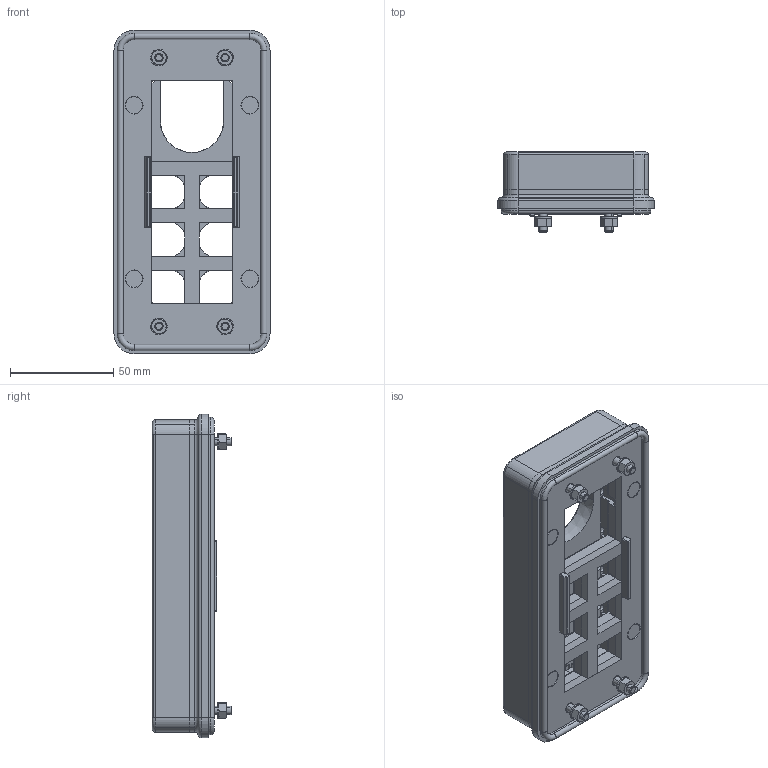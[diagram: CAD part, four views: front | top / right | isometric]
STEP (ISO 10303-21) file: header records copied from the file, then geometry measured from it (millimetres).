
FILE_DESCRIPTION (( 'STEP AP203' ), '1' );
FILE_NAME ('BPA-S-07-1-0.step', '2022-05-16T15:49:53', ( '' ), ( '' ), 'SwSTEP 2.0', 'SolidWorks 2021', '' );
FILE_SCHEMA (( 'CONFIG_CONTROL_DESIGN' ));
Products named in the file (1): BPA-S-07-1-0
Bounding box: 75.5 x 38.6 x 156.5 mm (x, y, z)
Volume: 184882.1 mm3; surface area: 96273 mm2
Topology: 29 solids, 30 shells, 1731 faces, 4383 edges, 2726 vertices
Faces by surface type: plane 832, cylinder 532, cone 304, torus 52, sphere 10, bspline 1
Entity records: 51476 total; most frequent: CARTESIAN_POINT 11225, ORIENTED_EDGE 8718, DIRECTION 8142, EDGE_CURVE 4359, AXIS2_PLACEMENT_3D 2798, VERTEX_POINT 2726, LINE 2546, VECTOR 2546
